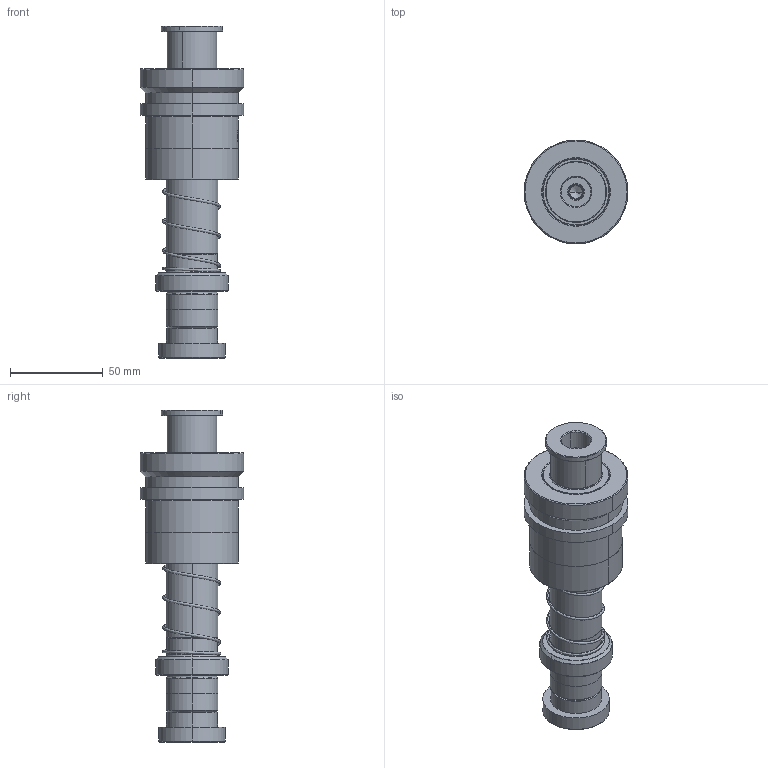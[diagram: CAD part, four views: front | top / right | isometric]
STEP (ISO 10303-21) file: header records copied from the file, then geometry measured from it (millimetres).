
FILE_DESCRIPTION (( 'STEP AP214' ), '1' );
FILE_NAME ('KTSH KTJH-D28-L120(BL60).STEP', '2021-09-09T08:07:29', ( '' ), ( '' ), 'SwSTEP 2.0', 'SolidWorks 2016', '' );
FILE_SCHEMA (( 'AUTOMOTIVE_DESIGN' ));
Length unit declared in the file: millimetre
Products named in the file (221): BALL-D4; KTSH KTJH-D28-L120(BL60); BSH-D35.5-28.5-L60郪蚾; BSH-35.5-28.5-L60; TRPK-D28-L120; GTK-D33-d27; TRPK蹟簽D28; TRB28-35-25; HWP-D31.3-d28.5-L50
Assembly tree (214 placements, depth 3):
  BALL-D4
  BALL-D4
  BALL-D4
  BALL-D4
  BALL-D4
Bounding box: 56 x 56 x 179 mm (x, y, z)
Volume: 192206.5 mm3; surface area: 78084.2 mm2
Topology: 210 solids, 210 shells, 988 faces, 4105 edges, 2718 vertices
Faces by surface type: sphere 816, cylinder 58, cone 52, plane 32, torus 16, bspline 14
Entity records: 44859 total; most frequent: CARTESIAN_POINT 26036, ORIENTED_EDGE 3296, DIRECTION 2926, EDGE_CURVE 1648, AXIS2_PLACEMENT_3D 1392, VERTEX_POINT 1074, EDGE_LOOP 992, B_SPLINE_CURVE_WITH_KNOTS 905
